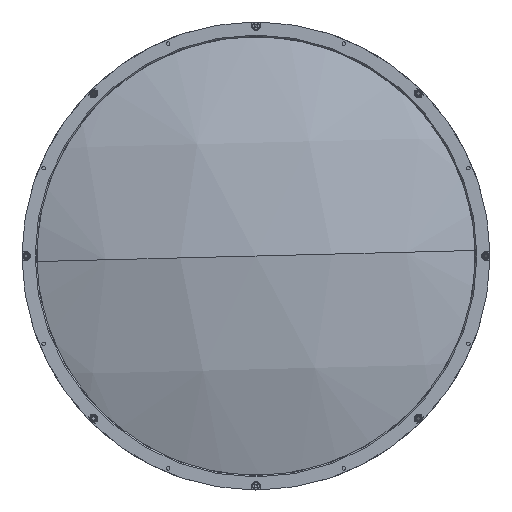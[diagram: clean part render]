
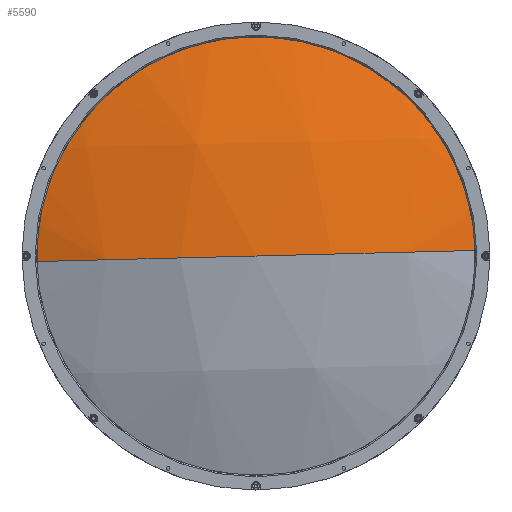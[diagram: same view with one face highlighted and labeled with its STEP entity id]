
A CAD part, left-side view. The second image highlights one B-rep face of the part: STEP entity #5590.
In plain terms, the highlighted spherical face has radius 465.458 mm.
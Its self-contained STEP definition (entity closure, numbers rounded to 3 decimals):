
#69 = EDGE_CURVE ( 'NONE', #11311, #15233, #3200, .T. ) ;
#95 = DIRECTION ( 'NONE',  ( 0., 1., -0.025 ) ) ;
#175 = EDGE_CURVE ( 'NONE', #11311, #2606, #7688, .T. ) ;
#194 = EDGE_CURVE ( 'NONE', #15233, #2606, #4170, .T. ) ;
#197 = DIRECTION ( 'NONE',  ( 0., -0.025, -1. ) ) ;
#382 = FACE_OUTER_BOUND ( 'NONE', #12431, .T. ) ;
#528 = CARTESIAN_POINT ( 'NONE',  ( 462.258, 0., 0. ) ) ;
#656 = CARTESIAN_POINT ( 'NONE',  ( 25.901, -161.948, 4.088 ) ) ;
#1952 = CARTESIAN_POINT ( 'NONE',  ( 462.258, 0., 0. ) ) ;
#2581 = CARTESIAN_POINT ( 'NONE',  ( -3.2, 0., 0. ) ) ;
#2606 = VERTEX_POINT ( 'NONE', #2581 ) ;
#2765 = CARTESIAN_POINT ( 'NONE',  ( 25.901, 161.948, -4.088 ) ) ;
#3200 = CIRCLE ( 'NONE', #6395, 162. ) ;
#3706 = ORIENTED_EDGE ( 'NONE', *, *, #175, .F. ) ;
#3966 = DIRECTION ( 'NONE',  ( 0., 0.025, 1. ) ) ;
#4008 = DIRECTION ( 'NONE',  ( -1., 0., 0. ) ) ;
#4170 = CIRCLE ( 'NONE', #6015, 465.458 ) ;
#4191 = CARTESIAN_POINT ( 'NONE',  ( 25.901, 0., 0. ) ) ;
#5590 = ADVANCED_FACE ( 'NONE', ( #382 ), #9194, .T. ) ;
#6015 = AXIS2_PLACEMENT_3D ( 'NONE', #15247, #15225, #15177 ) ;
#6092 = AXIS2_PLACEMENT_3D ( 'NONE', #528, #197, #95 ) ;
#6395 = AXIS2_PLACEMENT_3D ( 'NONE', #4191, #4008, #3966 ) ;
#7457 = ORIENTED_EDGE ( 'NONE', *, *, #194, .T. ) ;
#7688 = CIRCLE ( 'NONE', #6092, 465.458 ) ;
#7745 = AXIS2_PLACEMENT_3D ( 'NONE', #1952, #7883, #14898 ) ;
#7883 = DIRECTION ( 'NONE',  ( 0., 0.025, 1. ) ) ;
#9194 = SPHERICAL_SURFACE ( 'NONE', #7745, 465.458 ) ;
#10355 = ORIENTED_EDGE ( 'NONE', *, *, #69, .T. ) ;
#11311 = VERTEX_POINT ( 'NONE', #656 ) ;
#12431 = EDGE_LOOP ( 'NONE', ( #10355, #7457, #3706 ) ) ;
#14898 = DIRECTION ( 'NONE',  ( 0., -1., 0.025 ) ) ;
#15177 = DIRECTION ( 'NONE',  ( 0., -1., 0.025 ) ) ;
#15225 = DIRECTION ( 'NONE',  ( 0., 0.025, 1. ) ) ;
#15233 = VERTEX_POINT ( 'NONE', #2765 ) ;
#15247 = CARTESIAN_POINT ( 'NONE',  ( 462.258, 0., 0. ) ) ;
